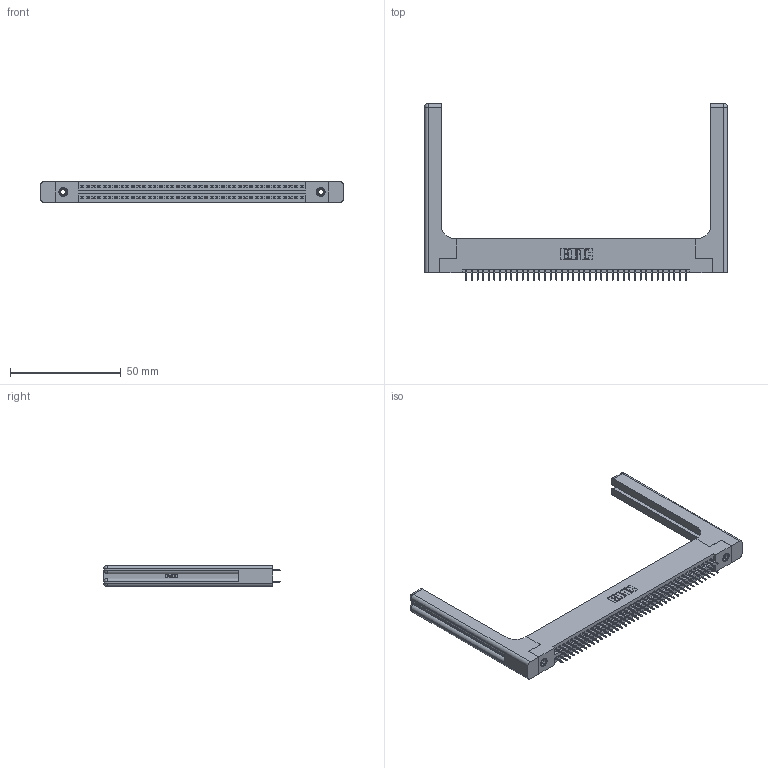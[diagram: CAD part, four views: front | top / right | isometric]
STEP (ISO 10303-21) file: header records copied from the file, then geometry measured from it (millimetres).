
FILE_DESCRIPTION (( 'STEP AP203' ), '1' );
FILE_NAME ('395-080-525-258.STEP', '2020-09-25T10:00:15', ( '' ), ( '' ), 'SwSTEP 2.0', 'SolidWorks 2020', '' );
FILE_SCHEMA (( 'CONFIG_CONTROL_DESIGN' ));
Length unit declared in the file: inch
Products named in the file (5): 345-292-001_345-293-125; 345-220-058_345-220-058; 395-080-525-258; 345 Part_Flush Mounting Lugs - 0.156 Dia-TH; 345-250-001_345-250-001-102
Assembly tree (85 placements, depth 2):
  395-080-525-258
    345 Part_Flush Mounting Lugs - 0.156 Dia-TH
    345-292-001_345-293-125  x80
    345-250-001_345-250-001-102  x2
    345-220-058_345-220-058  x2
Bounding box: 136.63 x 79.68 x 9.4 mm (x, y, z)
Volume: 21596.9 mm3; surface area: 24019.6 mm2
Topology: 85 solids, 85 shells, 4702 faces, 13247 edges, 8490 vertices
Faces by surface type: plane 3348, cylinder 1294, bspline 36, cone 12, sphere 8, torus 4
Entity records: 36910 total; most frequent: CARTESIAN_POINT 7181, ORIENTED_EDGE 5912, DIRECTION 5268, EDGE_CURVE 2956, VECTOR 2576, LINE 2576, VERTEX_POINT 1958, AXIS2_PLACEMENT_3D 1346
